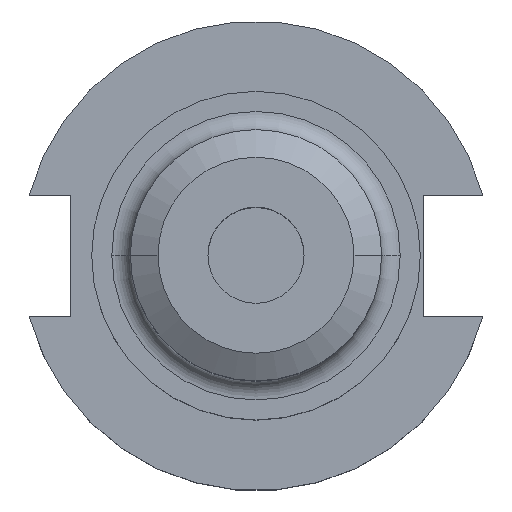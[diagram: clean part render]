
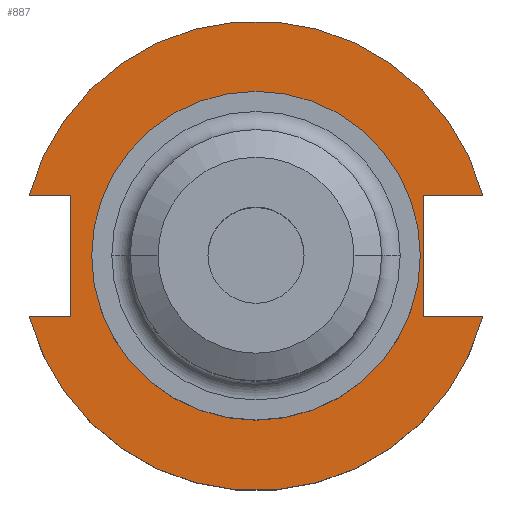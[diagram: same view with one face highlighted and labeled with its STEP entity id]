
A CAD part, top view. The second image highlights one B-rep face of the part: STEP entity #887.
In plain terms, the highlighted planar face has unit normal (0, 0, 1).
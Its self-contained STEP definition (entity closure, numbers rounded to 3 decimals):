
#12 = CARTESIAN_POINT ( 'NONE',  ( 0., 0., 19.05 ) ) ;
#26 = EDGE_CURVE ( 'NONE', #1595, #1278, #103, .T. ) ;
#29 = AXIS2_PLACEMENT_3D ( 'NONE', #12, #433, #1602 ) ;
#49 = VERTEX_POINT ( 'NONE', #679 ) ;
#65 = EDGE_CURVE ( 'NONE', #1547, #49, #883, .T. ) ;
#103 = CIRCLE ( 'NONE', #690, 22.225 ) ;
#107 = DIRECTION ( 'NONE',  ( 0., 1., 0. ) ) ;
#157 = DIRECTION ( 'NONE',  ( 1., 0., 0. ) ) ;
#169 = CARTESIAN_POINT ( 'NONE',  ( 30.675, 8.191, 19.05 ) ) ;
#204 = AXIS2_PLACEMENT_3D ( 'NONE', #1254, #1108, #1410 ) ;
#272 = CARTESIAN_POINT ( 'NONE',  ( 0., 22.225, 19.05 ) ) ;
#276 = CARTESIAN_POINT ( 'NONE',  ( -25.091, 8.191, 19.05 ) ) ;
#286 = VERTEX_POINT ( 'NONE', #709 ) ;
#295 = EDGE_CURVE ( 'NONE', #1278, #1595, #955, .T. ) ;
#393 = LINE ( 'NONE', #1383, #693 ) ;
#433 = DIRECTION ( 'NONE',  ( 0., 0., 1. ) ) ;
#468 = EDGE_CURVE ( 'NONE', #806, #914, #393, .T. ) ;
#492 = ORIENTED_EDGE ( 'NONE', *, *, #295, .F. ) ;
#505 = LINE ( 'NONE', #1722, #702 ) ;
#561 = DIRECTION ( 'NONE',  ( 0., 0., -1. ) ) ;
#571 = ORIENTED_EDGE ( 'NONE', *, *, #1104, .T. ) ;
#606 = CIRCLE ( 'NONE', #1061, 31.75 ) ;
#607 = ORIENTED_EDGE ( 'NONE', *, *, #1262, .T. ) ;
#628 = EDGE_LOOP ( 'NONE', ( #802, #1422, #607, #1487, #1468, #1504, #571, #1790 ) ) ;
#635 = DIRECTION ( 'NONE',  ( 1., 0., 0. ) ) ;
#679 = CARTESIAN_POINT ( 'NONE',  ( 22.606, 8.191, 19.05 ) ) ;
#690 = AXIS2_PLACEMENT_3D ( 'NONE', #943, #1110, #1093 ) ;
#693 = VECTOR ( 'NONE', #157, 1000. ) ;
#702 = VECTOR ( 'NONE', #1119, 1000. ) ;
#709 = CARTESIAN_POINT ( 'NONE',  ( -30.675, -8.191, 19.05 ) ) ;
#751 = DIRECTION ( 'NONE',  ( 1., 0., 0. ) ) ;
#765 = LINE ( 'NONE', #1773, #1792 ) ;
#767 = FACE_BOUND ( 'NONE', #899, .T. ) ;
#794 = CARTESIAN_POINT ( 'NONE',  ( -25.091, 8.191, 19.05 ) ) ;
#795 = CARTESIAN_POINT ( 'NONE',  ( -22.225, 0., 19.05 ) ) ;
#802 = ORIENTED_EDGE ( 'NONE', *, *, #1458, .T. ) ;
#806 = VERTEX_POINT ( 'NONE', #982 ) ;
#843 = CIRCLE ( 'NONE', #204, 31.75 ) ;
#883 = LINE ( 'NONE', #1416, #1142 ) ;
#887 = ADVANCED_FACE ( 'NONE', ( #767, #1627 ), #1150, .F. ) ;
#899 = EDGE_LOOP ( 'NONE', ( #492, #1029 ) ) ;
#914 = VERTEX_POINT ( 'NONE', #276 ) ;
#927 = VECTOR ( 'NONE', #1812, 1000. ) ;
#943 = CARTESIAN_POINT ( 'NONE',  ( 0., 0., 19.05 ) ) ;
#955 = CIRCLE ( 'NONE', #29, 22.225 ) ;
#982 = CARTESIAN_POINT ( 'NONE',  ( -30.675, 8.191, 19.05 ) ) ;
#1002 = DIRECTION ( 'NONE',  ( 1., 0., 0. ) ) ;
#1028 = EDGE_CURVE ( 'NONE', #286, #1172, #1242, .T. ) ;
#1029 = ORIENTED_EDGE ( 'NONE', *, *, #26, .F. ) ;
#1061 = AXIS2_PLACEMENT_3D ( 'NONE', #1457, #1744, #751 ) ;
#1076 = EDGE_CURVE ( 'NONE', #1277, #49, #505, .T. ) ;
#1093 = DIRECTION ( 'NONE',  ( 1., 0., 0. ) ) ;
#1104 = EDGE_CURVE ( 'NONE', #1277, #806, #843, .T. ) ;
#1108 = DIRECTION ( 'NONE',  ( 0., 0., 1. ) ) ;
#1110 = DIRECTION ( 'NONE',  ( 0., 0., 1. ) ) ;
#1119 = DIRECTION ( 'NONE',  ( -1., 0., 0. ) ) ;
#1142 = VECTOR ( 'NONE', #107, 1000. ) ;
#1150 = PLANE ( 'NONE',  #1647 ) ;
#1172 = VERTEX_POINT ( 'NONE', #1692 ) ;
#1242 = LINE ( 'NONE', #1738, #1850 ) ;
#1254 = CARTESIAN_POINT ( 'NONE',  ( 0., 0., 19.05 ) ) ;
#1262 = EDGE_CURVE ( 'NONE', #286, #1425, #606, .T. ) ;
#1277 = VERTEX_POINT ( 'NONE', #169 ) ;
#1278 = VERTEX_POINT ( 'NONE', #1480 ) ;
#1308 = LINE ( 'NONE', #794, #927 ) ;
#1383 = CARTESIAN_POINT ( 'NONE',  ( -61.091, 8.191, 19.05 ) ) ;
#1410 = DIRECTION ( 'NONE',  ( 1., 0., 0. ) ) ;
#1416 = CARTESIAN_POINT ( 'NONE',  ( 22.606, 22.225, 19.05 ) ) ;
#1422 = ORIENTED_EDGE ( 'NONE', *, *, #1028, .F. ) ;
#1425 = VERTEX_POINT ( 'NONE', #1652 ) ;
#1457 = CARTESIAN_POINT ( 'NONE',  ( 0., 0., 19.05 ) ) ;
#1458 = EDGE_CURVE ( 'NONE', #914, #1172, #1308, .T. ) ;
#1468 = ORIENTED_EDGE ( 'NONE', *, *, #65, .T. ) ;
#1480 = CARTESIAN_POINT ( 'NONE',  ( 22.225, 0., 19.05 ) ) ;
#1487 = ORIENTED_EDGE ( 'NONE', *, *, #1490, .F. ) ;
#1490 = EDGE_CURVE ( 'NONE', #1547, #1425, #765, .T. ) ;
#1504 = ORIENTED_EDGE ( 'NONE', *, *, #1076, .F. ) ;
#1547 = VERTEX_POINT ( 'NONE', #1655 ) ;
#1554 = DIRECTION ( 'NONE',  ( -1., 0., 0. ) ) ;
#1595 = VERTEX_POINT ( 'NONE', #795 ) ;
#1602 = DIRECTION ( 'NONE',  ( 1., 0., 0. ) ) ;
#1627 = FACE_OUTER_BOUND ( 'NONE', #628, .T. ) ;
#1647 = AXIS2_PLACEMENT_3D ( 'NONE', #272, #561, #1554 ) ;
#1652 = CARTESIAN_POINT ( 'NONE',  ( 30.675, -8.191, 19.05 ) ) ;
#1655 = CARTESIAN_POINT ( 'NONE',  ( 22.606, -8.191, 19.05 ) ) ;
#1692 = CARTESIAN_POINT ( 'NONE',  ( -25.091, -8.191, 19.05 ) ) ;
#1722 = CARTESIAN_POINT ( 'NONE',  ( 0., 8.191, 19.05 ) ) ;
#1738 = CARTESIAN_POINT ( 'NONE',  ( -61.091, -8.191, 19.05 ) ) ;
#1744 = DIRECTION ( 'NONE',  ( 0., 0., 1. ) ) ;
#1773 = CARTESIAN_POINT ( 'NONE',  ( 0., -8.191, 19.05 ) ) ;
#1790 = ORIENTED_EDGE ( 'NONE', *, *, #468, .T. ) ;
#1792 = VECTOR ( 'NONE', #635, 1000. ) ;
#1812 = DIRECTION ( 'NONE',  ( 0., -1., 0. ) ) ;
#1850 = VECTOR ( 'NONE', #1002, 1000. ) ;
